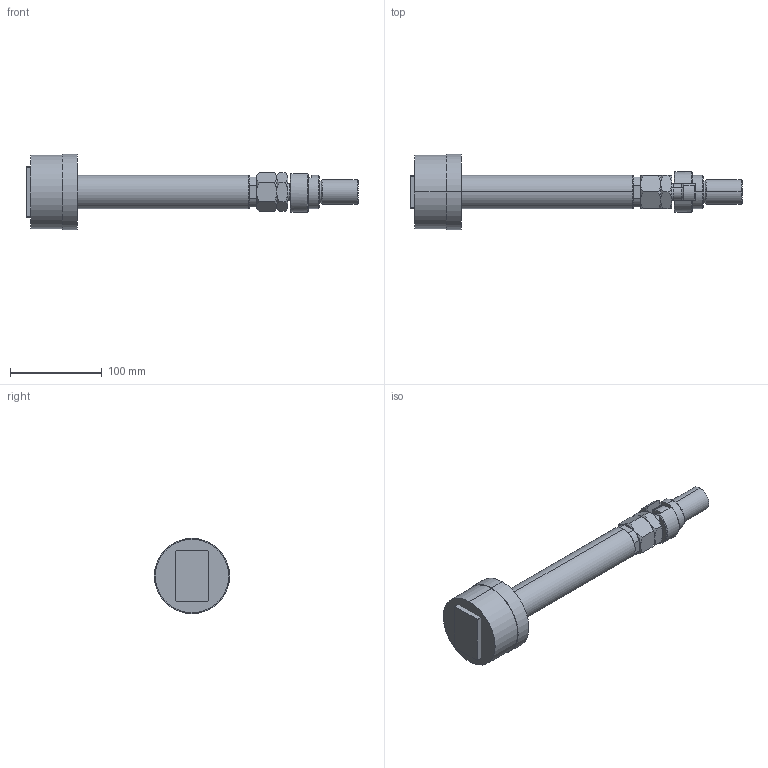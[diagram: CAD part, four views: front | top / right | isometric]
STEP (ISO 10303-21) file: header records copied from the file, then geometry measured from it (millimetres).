
FILE_DESCRIPTION (( 'STEP AP203' ), '1' );
FILE_NAME ('00b4.STEP', '2022-04-17T04:31:39', ( '' ), ( '' ), 'SwSTEP 2.0', 'SolidWorks 2019', '' );
FILE_SCHEMA (( 'CONFIG_CONTROL_DESIGN' ));
Length unit declared in the file: millimetre
Products named in the file (7): V450CM_E_VCP 7e2c228705f0ed1e426be5533d435b4e; 00b4; FEMALE_PART_FOR_DFA 7e2c228705f0ed1e426be5533d435b4e; V450CM_E_Body 7e2c228705f0ed1e426be5533d435b4e; DFA 7e2c228705f0ed1e426be5533d435b4e; V450CM_VC_B 7e2c228705f0ed1e426be5533d435b4e; MFA 7e2c228705f0ed1e426be5533d435b4e
Assembly tree (6 placements, depth 3):
  00b4
    V450CM_E_Body 7e2c228705f0ed1e426be5533d435b4e
    V450CM_E_VCP 7e2c228705f0ed1e426be5533d435b4e
    V450CM_VC_B 7e2c228705f0ed1e426be5533d435b4e
    DFA 7e2c228705f0ed1e426be5533d435b4e
      FEMALE_PART_FOR_DFA 7e2c228705f0ed1e426be5533d435b4e
      MFA 7e2c228705f0ed1e426be5533d435b4e
Bounding box: 361.5 x 82 x 82 mm (x, y, z)
Volume: 631043 mm3; surface area: 96028.2 mm2
Topology: 6 solids, 6 shells, 231 faces, 530 edges, 329 vertices
Faces by surface type: plane 84, cone 54, bspline 54, cylinder 35, torus 4
Entity records: 9543 total; most frequent: CARTESIAN_POINT 3994, ORIENTED_EDGE 1056, DIRECTION 862, EDGE_CURVE 528, VERTEX_POINT 329, AXIS2_PLACEMENT_3D 317, EDGE_LOOP 255, ADVANCED_FACE 231
